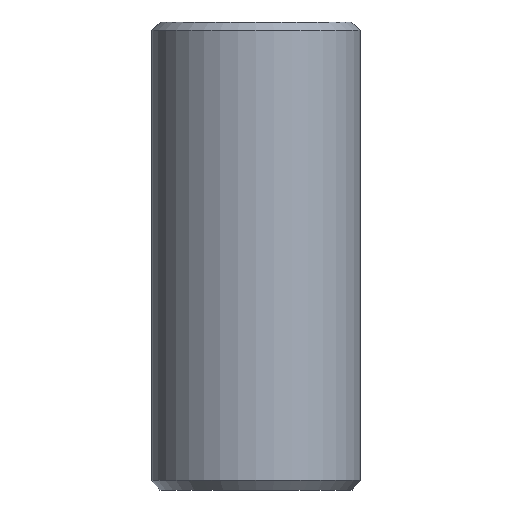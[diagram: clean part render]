
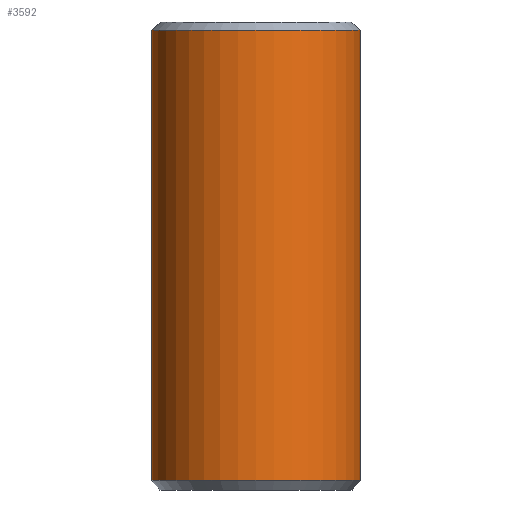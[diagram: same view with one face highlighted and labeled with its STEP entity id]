
A CAD part, front view. The second image highlights one B-rep face of the part: STEP entity #3592.
In plain terms, the highlighted cylindrical face has radius 3.175 mm (diameter 6.35 mm), a partial arc.
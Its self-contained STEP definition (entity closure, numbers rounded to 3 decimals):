
#72 = ORIENTED_EDGE ( 'NONE', *, *, #3590, .T. ) ;
#132 = CARTESIAN_POINT ( 'NONE',  ( -3.175, 0., 0.292 ) ) ;
#579 = ORIENTED_EDGE ( 'NONE', *, *, #6348, .T. ) ;
#584 = DIRECTION ( 'NONE',  ( -1., 0., 0. ) ) ;
#993 = FACE_OUTER_BOUND ( 'NONE', #3093, .T. ) ;
#1183 = CARTESIAN_POINT ( 'NONE',  ( -3.175, 0., 14.224 ) ) ;
#1187 = CARTESIAN_POINT ( 'NONE',  ( 3.175, 0., 14.224 ) ) ;
#1686 = VERTEX_POINT ( 'NONE', #6748 ) ;
#1925 = DIRECTION ( 'NONE',  ( 0., 0., -1. ) ) ;
#1998 = DIRECTION ( 'NONE',  ( 0., 0., -1. ) ) ;
#2467 = AXIS2_PLACEMENT_3D ( 'NONE', #3799, #2980, #3836 ) ;
#2856 = ORIENTED_EDGE ( 'NONE', *, *, #8371, .F. ) ;
#2861 = DIRECTION ( 'NONE',  ( 0., 0., 1. ) ) ;
#2980 = DIRECTION ( 'NONE',  ( 0., 0., -1. ) ) ;
#3057 = ORIENTED_EDGE ( 'NONE', *, *, #3928, .T. ) ;
#3093 = EDGE_LOOP ( 'NONE', ( #2856, #72, #579, #3057 ) ) ;
#3590 = EDGE_CURVE ( 'NONE', #9174, #8712, #5323, .T. ) ;
#3592 = ADVANCED_FACE ( 'NONE', ( #993 ), #6458, .T. ) ;
#3799 = CARTESIAN_POINT ( 'NONE',  ( 0., 0., 14.224 ) ) ;
#3836 = DIRECTION ( 'NONE',  ( -1., 0., 0. ) ) ;
#3908 = AXIS2_PLACEMENT_3D ( 'NONE', #7719, #2861, #8534 ) ;
#3928 = EDGE_CURVE ( 'NONE', #9507, #1686, #5497, .T. ) ;
#4282 = CARTESIAN_POINT ( 'NONE',  ( -3.175, 0., 13.97 ) ) ;
#4837 = LINE ( 'NONE', #1187, #9134 ) ;
#5323 = CIRCLE ( 'NONE', #7582, 3.175 ) ;
#5438 = DIRECTION ( 'NONE',  ( 0., 0., -1. ) ) ;
#5497 = CIRCLE ( 'NONE', #3908, 3.175 ) ;
#5835 = VECTOR ( 'NONE', #1925, 1000. ) ;
#6095 = LINE ( 'NONE', #1183, #5835 ) ;
#6348 = EDGE_CURVE ( 'NONE', #8712, #9507, #6095, .T. ) ;
#6458 = CYLINDRICAL_SURFACE ( 'NONE', #2467, 3.175 ) ;
#6748 = CARTESIAN_POINT ( 'NONE',  ( 3.175, 0., 0.292 ) ) ;
#7582 = AXIS2_PLACEMENT_3D ( 'NONE', #10255, #5438, #584 ) ;
#7719 = CARTESIAN_POINT ( 'NONE',  ( 0., 0., 0.292 ) ) ;
#8371 = EDGE_CURVE ( 'NONE', #9174, #1686, #4837, .T. ) ;
#8534 = DIRECTION ( 'NONE',  ( -1., 0., 0. ) ) ;
#8712 = VERTEX_POINT ( 'NONE', #4282 ) ;
#9134 = VECTOR ( 'NONE', #1998, 1000. ) ;
#9174 = VERTEX_POINT ( 'NONE', #10364 ) ;
#9507 = VERTEX_POINT ( 'NONE', #132 ) ;
#10255 = CARTESIAN_POINT ( 'NONE',  ( 0., 0., 13.97 ) ) ;
#10364 = CARTESIAN_POINT ( 'NONE',  ( 3.175, 0., 13.97 ) ) ;
